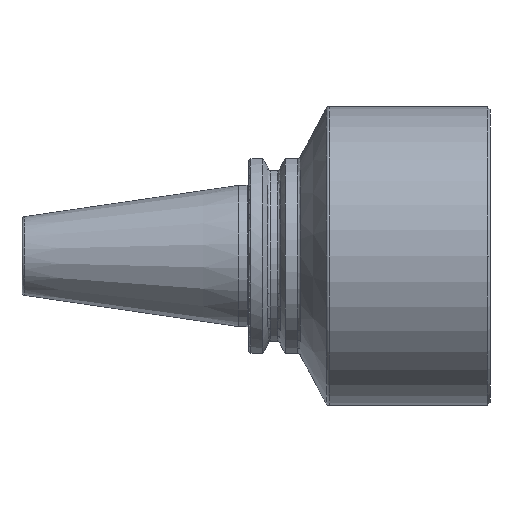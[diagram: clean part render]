
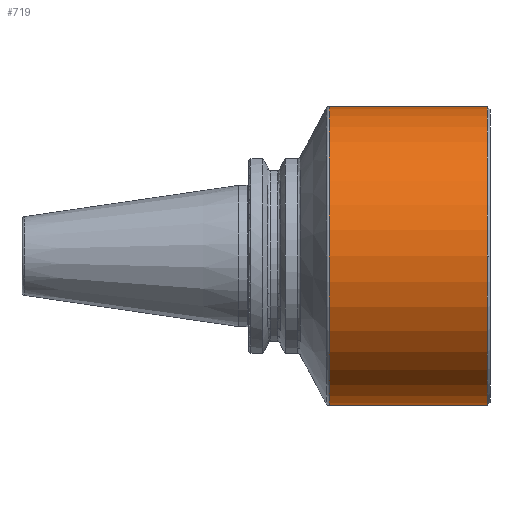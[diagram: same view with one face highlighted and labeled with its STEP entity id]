
A CAD part, front view. The second image highlights one B-rep face of the part: STEP entity #719.
In plain terms, the highlighted cylindrical face has radius 47 mm (diameter 94 mm), a partial arc.
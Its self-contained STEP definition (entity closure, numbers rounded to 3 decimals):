
#12 = CYLINDRICAL_SURFACE ( 'NONE', #5666, 47. ) ;
#24 = FACE_OUTER_BOUND ( 'NONE', #5938, .T. ) ;
#134 = CARTESIAN_POINT ( 'NONE',  ( -110.319, 0., 0. ) ) ;
#342 = CARTESIAN_POINT ( 'NONE',  ( 28.432, 0., -47. ) ) ;
#516 = CARTESIAN_POINT ( 'NONE',  ( 28.432, 0., 47. ) ) ;
#719 = ADVANCED_FACE ( 'NONE', ( #24 ), #12, .T. ) ;
#766 = AXIS2_PLACEMENT_3D ( 'NONE', #5713, #5697, #5680 ) ;
#821 = AXIS2_PLACEMENT_3D ( 'NONE', #2157, #1961, #1821 ) ;
#1012 = CIRCLE ( 'NONE', #4618, 47. ) ;
#1357 = EDGE_CURVE ( 'NONE', #5555, #3424, #4018, .T. ) ;
#1633 = DIRECTION ( 'NONE',  ( -1., 0., 0. ) ) ;
#1643 = CARTESIAN_POINT ( 'NONE',  ( 78.2, 0., 47. ) ) ;
#1710 = CARTESIAN_POINT ( 'NONE',  ( -110.319, 0., -47. ) ) ;
#1821 = DIRECTION ( 'NONE',  ( 0., 1., 0. ) ) ;
#1961 = DIRECTION ( 'NONE',  ( 1., 0., 0. ) ) ;
#2036 = ORIENTED_EDGE ( 'NONE', *, *, #2998, .T. ) ;
#2039 = ORIENTED_EDGE ( 'NONE', *, *, #2726, .T. ) ;
#2040 = ORIENTED_EDGE ( 'NONE', *, *, #4564, .F. ) ;
#2047 = ORIENTED_EDGE ( 'NONE', *, *, #2893, .F. ) ;
#2157 = CARTESIAN_POINT ( 'NONE',  ( 78.2, 0., 0. ) ) ;
#2650 = CIRCLE ( 'NONE', #766, 47. ) ;
#2726 = EDGE_CURVE ( 'NONE', #3348, #3537, #2950, .T. ) ;
#2778 = CIRCLE ( 'NONE', #821, 47. ) ;
#2833 = VERTEX_POINT ( 'NONE', #4650 ) ;
#2893 = EDGE_CURVE ( 'NONE', #2833, #5555, #2778, .T. ) ;
#2941 = VECTOR ( 'NONE', #3130, 1000. ) ;
#2950 = LINE ( 'NONE', #3087, #2941 ) ;
#2998 = EDGE_CURVE ( 'NONE', #3537, #3424, #2650, .T. ) ;
#3087 = CARTESIAN_POINT ( 'NONE',  ( -110.319, 0., 47. ) ) ;
#3130 = DIRECTION ( 'NONE',  ( -1., 0., 0. ) ) ;
#3348 = VERTEX_POINT ( 'NONE', #1643 ) ;
#3424 = VERTEX_POINT ( 'NONE', #342 ) ;
#3438 = DIRECTION ( 'NONE',  ( 0., 1., 0. ) ) ;
#3473 = DIRECTION ( 'NONE',  ( 1., 0., 0. ) ) ;
#3492 = DIRECTION ( 'NONE',  ( -1., 0., 0. ) ) ;
#3537 = VERTEX_POINT ( 'NONE', #516 ) ;
#3543 = CARTESIAN_POINT ( 'NONE',  ( 78.2, 0., 0. ) ) ;
#4006 = VECTOR ( 'NONE', #1633, 1000. ) ;
#4018 = LINE ( 'NONE', #1710, #4006 ) ;
#4387 = CARTESIAN_POINT ( 'NONE',  ( 78.2, 0., -47. ) ) ;
#4564 = EDGE_CURVE ( 'NONE', #3348, #2833, #1012, .T. ) ;
#4618 = AXIS2_PLACEMENT_3D ( 'NONE', #3543, #3473, #3438 ) ;
#4646 = ORIENTED_EDGE ( 'NONE', *, *, #1357, .F. ) ;
#4650 = CARTESIAN_POINT ( 'NONE',  ( 78.2, -47., 0. ) ) ;
#5555 = VERTEX_POINT ( 'NONE', #4387 ) ;
#5666 = AXIS2_PLACEMENT_3D ( 'NONE', #134, #3492, #5674 ) ;
#5674 = DIRECTION ( 'NONE',  ( 0., 0., 1. ) ) ;
#5680 = DIRECTION ( 'NONE',  ( 0., 0., -1. ) ) ;
#5697 = DIRECTION ( 'NONE',  ( 1., 0., 0. ) ) ;
#5713 = CARTESIAN_POINT ( 'NONE',  ( 28.432, 0., 0. ) ) ;
#5938 = EDGE_LOOP ( 'NONE', ( #4646, #2047, #2040, #2039, #2036 ) ) ;
